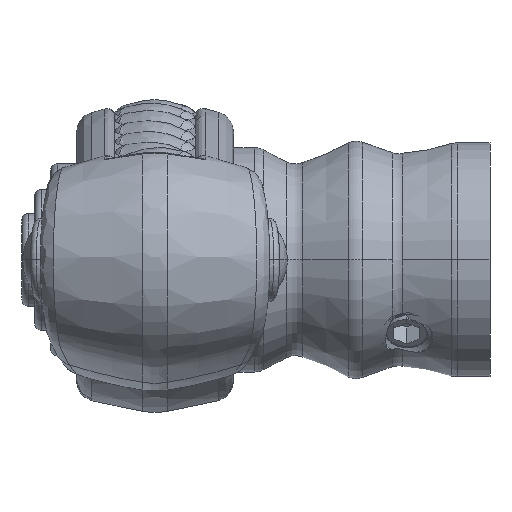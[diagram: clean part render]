
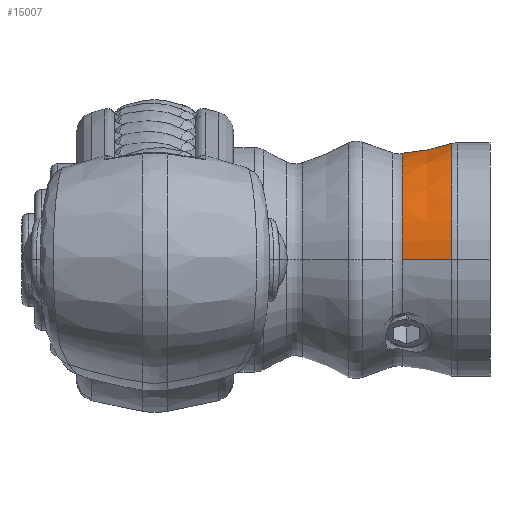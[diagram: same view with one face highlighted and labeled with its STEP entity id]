
A CAD part, left-side view. The second image highlights one B-rep face of the part: STEP entity #15007.
In plain terms, the highlighted conical face has half-angle 11.157 degrees and reference radius 8.836 mm.
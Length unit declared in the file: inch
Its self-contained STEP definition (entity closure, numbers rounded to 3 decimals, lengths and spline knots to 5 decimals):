
#631=DIRECTION('',(0.193,0.981,0.));
#632=VECTOR('',#631,0.15737);
#633=CARTESIAN_POINT('',(-0.36311,-0.54542,
0.));
#634=LINE('',#633,#632);
#635=DIRECTION('',(-0.193,0.981,0.));
#636=VECTOR('',#635,0.15737);
#637=CARTESIAN_POINT('',(0.36311,-0.54542,
0.));
#638=LINE('',#637,#636);
#1047=CARTESIAN_POINT('',(0.,-0.39102,0.));
#1048=DIRECTION('',(0.,-1.,0.));
#1049=DIRECTION('',(1.,0.,0.));
#1050=AXIS2_PLACEMENT_3D('',#1047,#1048,#1049);
#3671=CARTESIAN_POINT('',(0.,-0.54542,0.));
#3672=DIRECTION('',(0.,1.,0.));
#3673=DIRECTION('',(-1.,0.,0.));
#3674=AXIS2_PLACEMENT_3D('',#3671,#3672,#3673);
#8317=CARTESIAN_POINT('',(0.33266,-0.39102,0.));
#8318=CARTESIAN_POINT('',(-0.33266,-0.39102,0.));
#8319=VERTEX_POINT('',#8317);
#8320=VERTEX_POINT('',#8318);
#8337=CARTESIAN_POINT('',(-0.36311,-0.54542,0.));
#8338=CARTESIAN_POINT('',(0.36311,-0.54542,0.));
#8339=VERTEX_POINT('',#8337);
#8340=VERTEX_POINT('',#8338);
#14996=CARTESIAN_POINT('',(0.,-0.46822,0.));
#14997=DIRECTION('',(0.,-1.,0.));
#14998=DIRECTION('',(-1.,0.,0.));
#14999=AXIS2_PLACEMENT_3D('',#14996,#14997,#14998);
#15000=CONICAL_SURFACE('',#14999,0.34788,11.157);
#15001=ORIENTED_EDGE('',*,*,#14987,.F.);
#15002=ORIENTED_EDGE('',*,*,#10205,.T.);
#15003=ORIENTED_EDGE('',*,*,#10784,.F.);
#15004=ORIENTED_EDGE('',*,*,#10209,.F.);
#15005=EDGE_LOOP('',(#15001,#15002,#15003,#15004));
#15006=FACE_OUTER_BOUND('',#15005,.F.);
#15007=ADVANCED_FACE('',(#15006),#15000,.T.);
#1051=CIRCLE('',#1050,0.33266);
#3675=CIRCLE('',#3674,0.36311);
#10205=EDGE_CURVE('',#8339,#8320,#634,.T.);
#10209=EDGE_CURVE('',#8340,#8319,#638,.T.);
#10784=EDGE_CURVE('',#8319,#8320,#1051,.T.);
#14987=EDGE_CURVE('',#8339,#8340,#3675,.T.);
